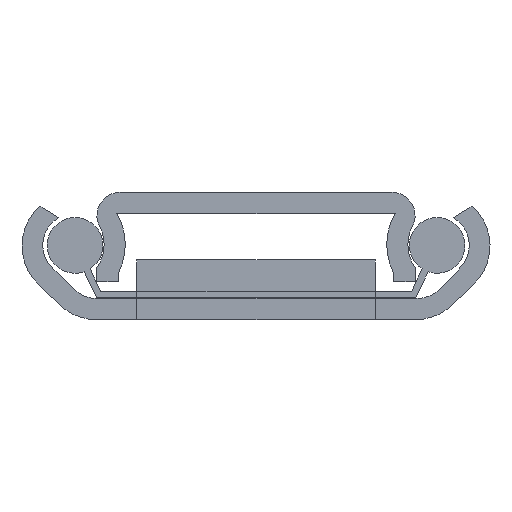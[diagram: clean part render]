
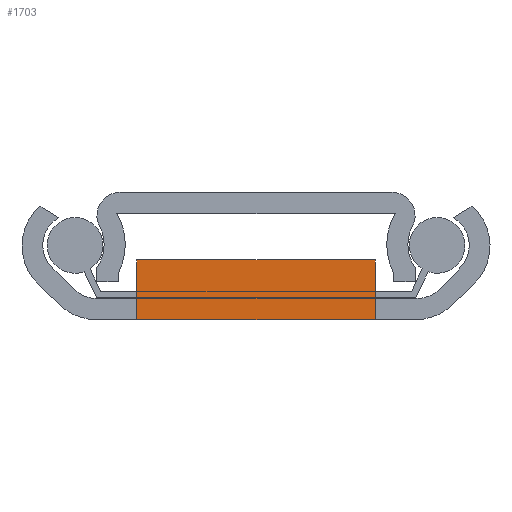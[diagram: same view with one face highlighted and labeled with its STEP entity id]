
A CAD part, left-side view. The second image highlights one B-rep face of the part: STEP entity #1703.
In plain terms, the highlighted face is planar.
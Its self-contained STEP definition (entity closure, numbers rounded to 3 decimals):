
#8 = CARTESIAN_POINT ( 'NONE',  ( 4.5, 9., -277. ) ) ;
#101 = DIRECTION ( 'NONE',  ( 0., 1., 0. ) ) ;
#182 = LINE ( 'NONE', #1417, #2612 ) ;
#212 = EDGE_CURVE ( 'NONE', #3438, #4115, #182, .T. ) ;
#264 = VECTOR ( 'NONE', #3496, 1000. ) ;
#442 = EDGE_CURVE ( 'NONE', #889, #1993, #1191, .T. ) ;
#548 = PLANE ( 'NONE',  #2569 ) ;
#745 = EDGE_CURVE ( 'NONE', #4115, #3624, #1742, .T. ) ;
#765 = LINE ( 'NONE', #4191, #4283 ) ;
#889 = VERTEX_POINT ( 'NONE', #3276 ) ;
#898 = CARTESIAN_POINT ( 'NONE',  ( 4.5, -9., -277. ) ) ;
#1089 = FACE_OUTER_BOUND ( 'NONE', #4404, .T. ) ;
#1189 = LINE ( 'NONE', #3120, #3800 ) ;
#1191 = LINE ( 'NONE', #1596, #264 ) ;
#1252 = CARTESIAN_POINT ( 'NONE',  ( 4.5, 9., -277. ) ) ;
#1417 = CARTESIAN_POINT ( 'NONE',  ( 4.5, 9., -277. ) ) ;
#1431 = DIRECTION ( 'NONE',  ( 1., 0., 0. ) ) ;
#1495 = DIRECTION ( 'NONE',  ( 0., -1., 0. ) ) ;
#1596 = CARTESIAN_POINT ( 'NONE',  ( 0., -9., -277. ) ) ;
#1678 = CARTESIAN_POINT ( 'NONE',  ( 4.5, -9., -277. ) ) ;
#1703 = ADVANCED_FACE ( 'NONE', ( #1089 ), #548, .F. ) ;
#1742 = LINE ( 'NONE', #8, #4344 ) ;
#1831 = CARTESIAN_POINT ( 'NONE',  ( 1.6, 9., -277. ) ) ;
#1836 = VECTOR ( 'NONE', #1871, 1000. ) ;
#1871 = DIRECTION ( 'NONE',  ( -1., 0., 0. ) ) ;
#1993 = VERTEX_POINT ( 'NONE', #3623 ) ;
#2094 = CARTESIAN_POINT ( 'NONE',  ( 0., 9., -277. ) ) ;
#2293 = DIRECTION ( 'NONE',  ( 0., 0., 1. ) ) ;
#2315 = ORIENTED_EDGE ( 'NONE', *, *, #212, .F. ) ;
#2569 = AXIS2_PLACEMENT_3D ( 'NONE', #3307, #2293, #4313 ) ;
#2612 = VECTOR ( 'NONE', #101, 1000. ) ;
#2626 = LINE ( 'NONE', #1678, #1836 ) ;
#2651 = EDGE_CURVE ( 'NONE', #3438, #1993, #2626, .T. ) ;
#3120 = CARTESIAN_POINT ( 'NONE',  ( 0., 9., -277. ) ) ;
#3144 = ORIENTED_EDGE ( 'NONE', *, *, #745, .F. ) ;
#3276 = CARTESIAN_POINT ( 'NONE',  ( 0., -9., -277. ) ) ;
#3307 = CARTESIAN_POINT ( 'NONE',  ( 0., 9., -277. ) ) ;
#3438 = VERTEX_POINT ( 'NONE', #898 ) ;
#3482 = ORIENTED_EDGE ( 'NONE', *, *, #2651, .T. ) ;
#3496 = DIRECTION ( 'NONE',  ( 1., 0., 0. ) ) ;
#3623 = CARTESIAN_POINT ( 'NONE',  ( 1.6, -9., -277. ) ) ;
#3624 = VERTEX_POINT ( 'NONE', #1831 ) ;
#3786 = DIRECTION ( 'NONE',  ( -1., 0., 0. ) ) ;
#3800 = VECTOR ( 'NONE', #1431, 1000. ) ;
#3809 = VERTEX_POINT ( 'NONE', #2094 ) ;
#3835 = EDGE_CURVE ( 'NONE', #3809, #3624, #1189, .T. ) ;
#3973 = EDGE_CURVE ( 'NONE', #3809, #889, #765, .T. ) ;
#4032 = ORIENTED_EDGE ( 'NONE', *, *, #442, .F. ) ;
#4115 = VERTEX_POINT ( 'NONE', #1252 ) ;
#4191 = CARTESIAN_POINT ( 'NONE',  ( 0., 9., -277. ) ) ;
#4283 = VECTOR ( 'NONE', #1495, 1000. ) ;
#4313 = DIRECTION ( 'NONE',  ( 1., 0., 0. ) ) ;
#4344 = VECTOR ( 'NONE', #3786, 1000. ) ;
#4374 = ORIENTED_EDGE ( 'NONE', *, *, #3835, .T. ) ;
#4397 = ORIENTED_EDGE ( 'NONE', *, *, #3973, .F. ) ;
#4404 = EDGE_LOOP ( 'NONE', ( #4374, #3144, #2315, #3482, #4032, #4397 ) ) ;
